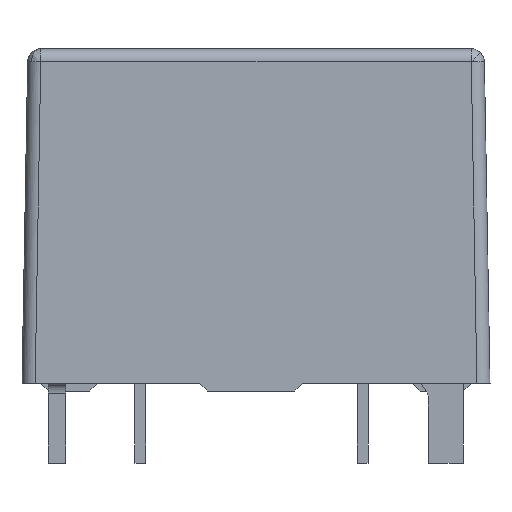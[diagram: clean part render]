
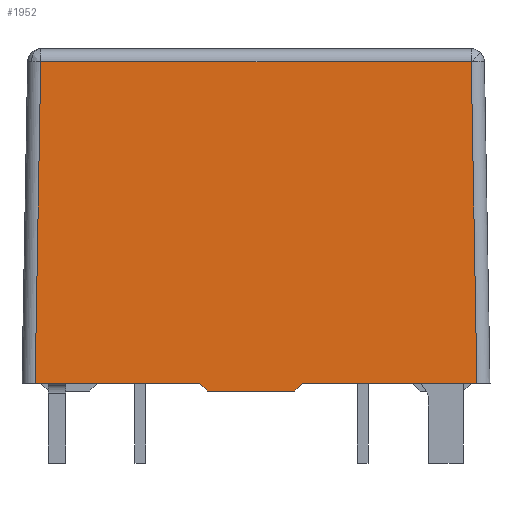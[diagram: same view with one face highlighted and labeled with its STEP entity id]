
A CAD part, left-side view. The second image highlights one B-rep face of the part: STEP entity #1952.
In plain terms, the highlighted planar face has unit normal (-1, 0, 0.018).
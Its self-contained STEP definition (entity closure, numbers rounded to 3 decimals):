
#1732=VERTEX_POINT('NONE',#1733);
#1733=CARTESIAN_POINT('',(-14.444,-10.1,-15.3));
#1740=EDGE_CURVE('NONE',#1732,#1741,#1743,.T.);
#1741=VERTEX_POINT('NONE',#1742);
#1742=CARTESIAN_POINT('',(-14.444,-2.125,-15.3));
#1743=LINE('',#1744,#1745);
#1744=CARTESIAN_POINT('',(-14.444,-10.7,-15.3));
#1745=VECTOR('',#1746,1.0);
#1746=DIRECTION('',(0.0,1.0,0.0));
#1769=EDGE_CURVE('NONE',#1741,#1770,#1772,.T.);
#1770=VERTEX_POINT('NONE',#1771);
#1771=CARTESIAN_POINT('',(-14.45,-1.775,-15.65));
#1772=LINE('',#1773,#1774);
#1773=CARTESIAN_POINT('',(-14.444,-2.125,-15.3));
#1774=VECTOR('',#1775,1.0);
#1775=DIRECTION('',(-0.012,0.707,-0.707));
#1793=EDGE_CURVE('NONE',#1770,#1794,#1796,.T.);
#1794=VERTEX_POINT('NONE',#1795);
#1795=CARTESIAN_POINT('',(-14.45,2.225,-15.65));
#1796=LINE('',#1797,#1798);
#1797=CARTESIAN_POINT('',(-14.45,2.225,-15.65));
#1798=VECTOR('',#1799,1.0);
#1799=DIRECTION('',(0.0,1.0,0.0));
#1817=EDGE_CURVE('NONE',#1794,#1818,#1820,.T.);
#1818=VERTEX_POINT('NONE',#1819);
#1819=CARTESIAN_POINT('',(-14.444,2.575,-15.3));
#1820=LINE('',#1821,#1822);
#1821=CARTESIAN_POINT('',(-14.45,2.225,-15.65));
#1822=VECTOR('',#1823,1.0);
#1823=DIRECTION('',(0.012,0.707,0.707));
#1840=EDGE_CURVE('NONE',#1818,#1841,#1843,.T.);
#1841=VERTEX_POINT('NONE',#1842);
#1842=CARTESIAN_POINT('',(-14.444,10.1,-15.3));
#1843=LINE('',#1844,#1845);
#1844=CARTESIAN_POINT('',(-14.444,9.85,-15.3));
#1845=VECTOR('',#1846,1.0);
#1846=DIRECTION('',(0.0,1.0,0.0));
#1952=ADVANCED_FACE('NONE',(#1953),#1982,.T.);
#1953=FACE_BOUND('NONE',#1954,.T.);
#1954=EDGE_LOOP('',(#1955,#1965,#1971,#1972,#1973,#1974,#1975,#1976));
#1955=ORIENTED_EDGE('',*,*,#1956,.T.);
#1956=EDGE_CURVE('NONE',#1957,#1959,#1961,.T.);
#1957=VERTEX_POINT('NONE',#1958);
#1958=CARTESIAN_POINT('',(-14.187,-9.843,-0.59));
#1959=VERTEX_POINT('NONE',#1960);
#1960=CARTESIAN_POINT('',(-14.187,9.843,-0.59));
#1961=LINE('',#1962,#1963);
#1962=CARTESIAN_POINT('',(-14.187,11.553,-0.59));
#1963=VECTOR('',#1964,1.0);
#1964=DIRECTION('',(0.0,1.0,0.0));
#1965=ORIENTED_EDGE('',*,*,#1966,.T.);
#1966=EDGE_CURVE('NONE',#1959,#1841,#1967,.T.);
#1967=LINE('',#1968,#1969);
#1968=CARTESIAN_POINT('',(-14.187,9.843,-0.59));
#1969=VECTOR('',#1970,1.0);
#1970=DIRECTION('',(-0.017,0.017,-1.));
#1971=ORIENTED_EDGE('',*,*,#1840,.F.);
#1972=ORIENTED_EDGE('',*,*,#1817,.F.);
#1973=ORIENTED_EDGE('',*,*,#1793,.F.);
#1974=ORIENTED_EDGE('',*,*,#1769,.F.);
#1975=ORIENTED_EDGE('',*,*,#1740,.F.);
#1976=ORIENTED_EDGE('',*,*,#1977,.T.);
#1977=EDGE_CURVE('NONE',#1732,#1957,#1978,.T.);
#1978=LINE('',#1979,#1980);
#1979=CARTESIAN_POINT('',(-14.444,-10.1,-15.3));
#1980=VECTOR('',#1981,1.0);
#1981=DIRECTION('',(0.017,0.017,1.));
#1982=PLANE('',#1983);
#1983=AXIS2_PLACEMENT_3D('',#1984,#1985,#1986);
#1984=CARTESIAN_POINT('',(-14.177,11.553,0.0));
#1985=DIRECTION('',(-1.,0.0,0.017));
#1986=DIRECTION('',(0.017,0.0,1.));
